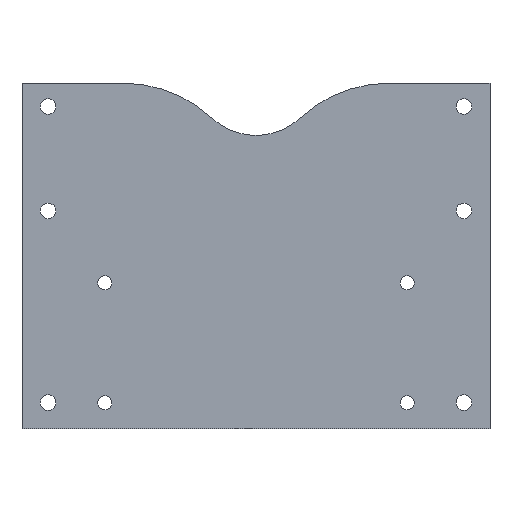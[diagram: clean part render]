
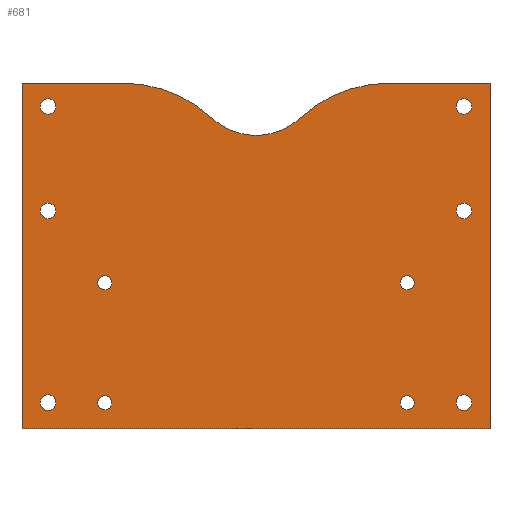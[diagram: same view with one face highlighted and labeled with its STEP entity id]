
A CAD part, top view. The second image highlights one B-rep face of the part: STEP entity #681.
In plain terms, the highlighted planar face has unit normal (0, 0, 1).
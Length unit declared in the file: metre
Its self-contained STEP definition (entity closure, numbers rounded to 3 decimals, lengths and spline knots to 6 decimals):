
#28=LINE('',#1062,#76);
#30=LINE('',#1066,#78);
#35=LINE('',#1078,#83);
#37=LINE('',#1082,#85);
#42=LINE('',#1106,#90);
#76=VECTOR('',#851,1.);
#78=VECTOR('',#855,1.);
#83=VECTOR('',#866,1.);
#85=VECTOR('',#870,1.);
#90=VECTOR('',#895,1.);
#116=PLANE('',#758);
#203=ORIENTED_EDGE('',*,*,#307,.F.);
#204=ORIENTED_EDGE('',*,*,#305,.F.);
#205=ORIENTED_EDGE('',*,*,#365,.F.);
#206=ORIENTED_EDGE('',*,*,#366,.F.);
#207=ORIENTED_EDGE('',*,*,#367,.F.);
#208=ORIENTED_EDGE('',*,*,#368,.F.);
#209=ORIENTED_EDGE('',*,*,#341,.T.);
#210=ORIENTED_EDGE('',*,*,#369,.T.);
#211=ORIENTED_EDGE('',*,*,#338,.F.);
#212=ORIENTED_EDGE('',*,*,#336,.T.);
#213=ORIENTED_EDGE('',*,*,#357,.T.);
#214=ORIENTED_EDGE('',*,*,#346,.F.);
#215=ORIENTED_EDGE('',*,*,#344,.F.);
#216=ORIENTED_EDGE('',*,*,#370,.T.);
#217=ORIENTED_EDGE('',*,*,#350,.T.);
#218=ORIENTED_EDGE('',*,*,#349,.T.);
#219=ORIENTED_EDGE('',*,*,#348,.T.);
#220=ORIENTED_EDGE('',*,*,#364,.T.);
#305=EDGE_CURVE('',#395,#395,#463,.T.);
#307=EDGE_CURVE('',#397,#397,#465,.T.);
#336=EDGE_CURVE('',#426,#425,#28,.T.);
#338=EDGE_CURVE('',#426,#427,#30,.T.);
#341=EDGE_CURVE('',#429,#428,#480,.T.);
#344=EDGE_CURVE('',#430,#431,#35,.T.);
#346=EDGE_CURVE('',#431,#432,#37,.T.);
#348=EDGE_CURVE('',#433,#433,#481,.T.);
#349=EDGE_CURVE('',#434,#434,#482,.T.);
#350=EDGE_CURVE('',#435,#435,#483,.T.);
#357=EDGE_CURVE('',#425,#432,#42,.T.);
#364=EDGE_CURVE('',#446,#446,#490,.T.);
#365=EDGE_CURVE('',#447,#447,#491,.T.);
#366=EDGE_CURVE('',#448,#448,#492,.T.);
#367=EDGE_CURVE('',#449,#449,#493,.T.);
#368=EDGE_CURVE('',#450,#450,#494,.T.);
#369=EDGE_CURVE('',#428,#427,#495,.F.);
#370=EDGE_CURVE('',#430,#429,#496,.F.);
#395=VERTEX_POINT('',#998);
#397=VERTEX_POINT('',#1003);
#425=VERTEX_POINT('',#1061);
#426=VERTEX_POINT('',#1063);
#427=VERTEX_POINT('',#1067);
#428=VERTEX_POINT('',#1071);
#429=VERTEX_POINT('',#1073);
#430=VERTEX_POINT('',#1077);
#431=VERTEX_POINT('',#1079);
#432=VERTEX_POINT('',#1083);
#433=VERTEX_POINT('',#1087);
#434=VERTEX_POINT('',#1090);
#435=VERTEX_POINT('',#1093);
#446=VERTEX_POINT('',#1120);
#447=VERTEX_POINT('',#1123);
#448=VERTEX_POINT('',#1125);
#449=VERTEX_POINT('',#1127);
#450=VERTEX_POINT('',#1129);
#463=CIRCLE('',#718,0.00135);
#465=CIRCLE('',#721,0.00135);
#480=CIRCLE('',#740,0.0125);
#481=CIRCLE('',#744,0.0015);
#482=CIRCLE('',#746,0.0015);
#483=CIRCLE('',#748,0.0015);
#490=CIRCLE('',#757,0.0015);
#491=CIRCLE('',#759,0.00135);
#492=CIRCLE('',#760,0.00135);
#493=CIRCLE('',#761,0.0015);
#494=CIRCLE('',#762,0.0015);
#495=CIRCLE('',#763,0.025);
#496=CIRCLE('',#764,0.025);
#534=EDGE_LOOP('',(#203));
#535=EDGE_LOOP('',(#204));
#536=EDGE_LOOP('',(#205));
#537=EDGE_LOOP('',(#206));
#538=EDGE_LOOP('',(#207));
#539=EDGE_LOOP('',(#208));
#540=EDGE_LOOP('',(#209,#210,#211,#212,#213,#214,#215,#216));
#541=EDGE_LOOP('',(#217));
#542=EDGE_LOOP('',(#218));
#543=EDGE_LOOP('',(#219));
#544=EDGE_LOOP('',(#220));
#606=FACE_BOUND('',#534,.T.);
#607=FACE_BOUND('',#535,.T.);
#608=FACE_BOUND('',#536,.T.);
#609=FACE_BOUND('',#537,.T.);
#610=FACE_BOUND('',#538,.T.);
#611=FACE_BOUND('',#539,.T.);
#612=FACE_BOUND('',#540,.T.);
#613=FACE_BOUND('',#541,.T.);
#614=FACE_BOUND('',#542,.T.);
#615=FACE_BOUND('',#543,.T.);
#616=FACE_BOUND('',#544,.T.);
#681=ADVANCED_FACE('',(#606,#607,#608,#609,#610,#611,#612,#613,#614,#615,
#616),#116,.F.);
#718=AXIS2_PLACEMENT_3D('',#997,#797,#798);
#721=AXIS2_PLACEMENT_3D('',#1002,#803,#804);
#740=AXIS2_PLACEMENT_3D('',#1072,#860,#861);
#744=AXIS2_PLACEMENT_3D('',#1086,#874,#875);
#746=AXIS2_PLACEMENT_3D('',#1089,#878,#879);
#748=AXIS2_PLACEMENT_3D('',#1092,#882,#883);
#757=AXIS2_PLACEMENT_3D('',#1119,#907,#908);
#758=AXIS2_PLACEMENT_3D('',#1121,#909,#910);
#759=AXIS2_PLACEMENT_3D('',#1122,#911,#912);
#760=AXIS2_PLACEMENT_3D('',#1124,#913,#914);
#761=AXIS2_PLACEMENT_3D('',#1126,#915,#916);
#762=AXIS2_PLACEMENT_3D('',#1128,#917,#918);
#763=AXIS2_PLACEMENT_3D('',#1130,#919,#920);
#764=AXIS2_PLACEMENT_3D('',#1131,#921,#922);
#797=DIRECTION('',(0.,0.,1.));
#798=DIRECTION('',(1.,0.,0.));
#803=DIRECTION('',(0.,0.,1.));
#804=DIRECTION('',(1.,0.,0.));
#851=DIRECTION('',(0.,-1.,0.));
#855=DIRECTION('',(1.,0.,0.));
#860=DIRECTION('',(0.,0.,-1.));
#861=DIRECTION('',(-1.,0.,0.));
#866=DIRECTION('',(1.,0.,0.));
#870=DIRECTION('',(0.,-1.,0.));
#874=DIRECTION('',(0.,0.,-1.));
#875=DIRECTION('',(-1.,0.,0.));
#878=DIRECTION('',(0.,0.,-1.));
#879=DIRECTION('',(-1.,0.,0.));
#882=DIRECTION('',(0.,0.,-1.));
#883=DIRECTION('',(-1.,0.,0.));
#895=DIRECTION('',(1.,0.,0.));
#907=DIRECTION('',(0.,0.,-1.));
#908=DIRECTION('',(-1.,0.,0.));
#909=DIRECTION('',(0.,0.,-1.));
#910=DIRECTION('',(1.,0.,0.));
#911=DIRECTION('',(0.,0.,1.));
#912=DIRECTION('',(1.,0.,0.));
#913=DIRECTION('',(0.,0.,1.));
#914=DIRECTION('',(1.,0.,0.));
#915=DIRECTION('',(0.,0.,1.));
#916=DIRECTION('',(1.,0.,0.));
#917=DIRECTION('',(0.,0.,1.));
#918=DIRECTION('',(1.,0.,0.));
#919=DIRECTION('',(0.,0.,-1.));
#920=DIRECTION('',(-1.,0.,0.));
#921=DIRECTION('',(0.,0.,-1.));
#922=DIRECTION('',(-1.,0.,0.));
#997=CARTESIAN_POINT('',(0.029,-0.0638,0.012));
#998=CARTESIAN_POINT('',(0.03035,-0.0638,0.012));
#1002=CARTESIAN_POINT('',(-0.029,-0.0638,0.012));
#1003=CARTESIAN_POINT('',(-0.02765,-0.0638,0.012));
#1061=CARTESIAN_POINT('',(-0.0449,-0.0688,0.012));
#1062=CARTESIAN_POINT('',(-0.0449,-0.03565,0.012));
#1063=CARTESIAN_POINT('',(-0.0449,-0.0025,0.012));
#1066=CARTESIAN_POINT('',(-0.028574,-0.0025,0.012));
#1067=CARTESIAN_POINT('',(-0.025495,-0.0025,0.012));
#1071=CARTESIAN_POINT('',(-0.008498,-0.009167,0.012));
#1072=CARTESIAN_POINT('',(0.,0.,0.012));
#1073=CARTESIAN_POINT('',(0.008498,-0.009167,0.012));
#1077=CARTESIAN_POINT('',(0.025495,-0.0025,0.012));
#1078=CARTESIAN_POINT('',(0.028574,-0.0025,0.012));
#1079=CARTESIAN_POINT('',(0.0449,-0.0025,0.012));
#1082=CARTESIAN_POINT('',(0.0449,-0.03565,0.012));
#1083=CARTESIAN_POINT('',(0.0449,-0.0688,0.012));
#1086=CARTESIAN_POINT('',(-0.0399,-0.0638,0.012));
#1087=CARTESIAN_POINT('',(-0.0414,-0.0638,0.012));
#1089=CARTESIAN_POINT('',(0.0399,-0.007,0.012));
#1090=CARTESIAN_POINT('',(0.0384,-0.007,0.012));
#1092=CARTESIAN_POINT('',(-0.0399,-0.007,0.012));
#1093=CARTESIAN_POINT('',(-0.0414,-0.007,0.012));
#1106=CARTESIAN_POINT('',(0.,-0.0688,0.012));
#1119=CARTESIAN_POINT('',(0.0399,-0.0638,0.012));
#1120=CARTESIAN_POINT('',(0.0384,-0.0638,0.012));
#1121=CARTESIAN_POINT('',(0.,0.009,0.012));
#1122=CARTESIAN_POINT('',(0.029,-0.0408,0.012));
#1123=CARTESIAN_POINT('',(0.03035,-0.0408,0.012));
#1124=CARTESIAN_POINT('',(-0.029,-0.0408,0.012));
#1125=CARTESIAN_POINT('',(-0.02765,-0.0408,0.012));
#1126=CARTESIAN_POINT('',(-0.0399,-0.027,0.012));
#1127=CARTESIAN_POINT('',(-0.0384,-0.027,0.012));
#1128=CARTESIAN_POINT('',(0.0399,-0.027,0.012));
#1129=CARTESIAN_POINT('',(0.0414,-0.027,0.012));
#1130=CARTESIAN_POINT('',(-0.025495,-0.0275,0.012));
#1131=CARTESIAN_POINT('',(0.025495,-0.0275,0.012));
